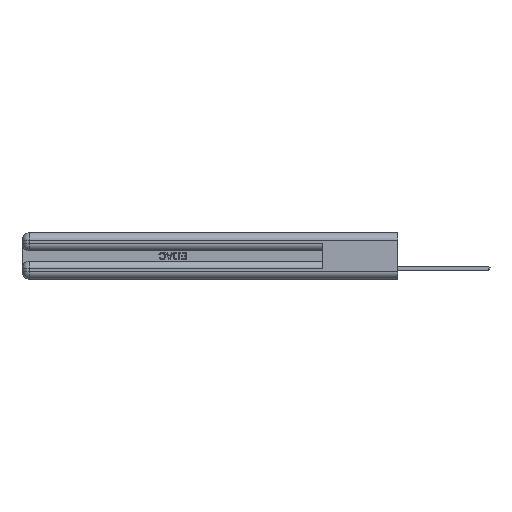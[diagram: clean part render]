
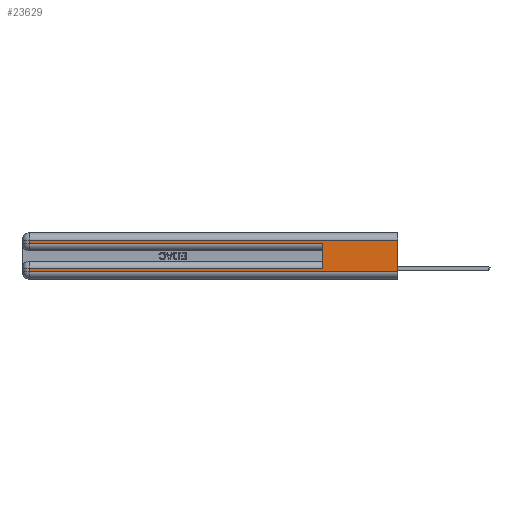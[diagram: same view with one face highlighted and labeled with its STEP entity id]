
A CAD part, left-side view. The second image highlights one B-rep face of the part: STEP entity #23629.
In plain terms, the highlighted planar face has unit normal (-1, 0, 0).
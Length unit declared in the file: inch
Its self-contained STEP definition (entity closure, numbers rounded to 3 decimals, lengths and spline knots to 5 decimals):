
#268 = DIRECTION ( 'NONE',  ( 0., -1., 0. ) ) ;
#457 = EDGE_CURVE ( 'NONE', #31932, #5867, #2332, .T. ) ;
#597 = DIRECTION ( 'NONE',  ( 0., -1., 0. ) ) ;
#2041 = DIRECTION ( 'NONE',  ( 0., 0., -1. ) ) ;
#2332 = LINE ( 'NONE', #37023, #41918 ) ;
#2450 = EDGE_CURVE ( 'NONE', #5867, #11451, #11784, .T. ) ;
#4703 = VERTEX_POINT ( 'NONE', #33116 ) ;
#4995 = CARTESIAN_POINT ( 'NONE',  ( 0., 0., 0.06 ) ) ;
#5235 = CARTESIAN_POINT ( 'NONE',  ( 0., 0., 0.31 ) ) ;
#5378 = EDGE_CURVE ( 'NONE', #31932, #40263, #16076, .T. ) ;
#5867 = VERTEX_POINT ( 'NONE', #30358 ) ;
#5874 = CARTESIAN_POINT ( 'NONE',  ( 0., 2.94, 0.37 ) ) ;
#8453 = ORIENTED_EDGE ( 'NONE', *, *, #39976, .T. ) ;
#8561 = FACE_OUTER_BOUND ( 'NONE', #32109, .T. ) ;
#9430 = VECTOR ( 'NONE', #36232, 39.37008 ) ;
#11451 = VERTEX_POINT ( 'NONE', #31883 ) ;
#11567 = ORIENTED_EDGE ( 'NONE', *, *, #15057, .T. ) ;
#11784 = LINE ( 'NONE', #38616, #39923 ) ;
#11873 = LINE ( 'NONE', #15634, #19688 ) ;
#14177 = DIRECTION ( 'NONE',  ( 0., 1., 0. ) ) ;
#15057 = EDGE_CURVE ( 'NONE', #46506, #4703, #43288, .T. ) ;
#15634 = CARTESIAN_POINT ( 'NONE',  ( 0., 0., 0.285 ) ) ;
#16076 = LINE ( 'NONE', #21407, #9430 ) ;
#17358 = DIRECTION ( 'NONE',  ( 0., 0., -1. ) ) ;
#17427 = CARTESIAN_POINT ( 'NONE',  ( 0., 0.6, 0.285 ) ) ;
#19688 = VECTOR ( 'NONE', #268, 39.37008 ) ;
#21358 = DIRECTION ( 'NONE',  ( 0., 0., -1. ) ) ;
#21407 = CARTESIAN_POINT ( 'NONE',  ( 0., 0.6, 0.145 ) ) ;
#23290 = ORIENTED_EDGE ( 'NONE', *, *, #5378, .F. ) ;
#23629 = ADVANCED_FACE ( 'NONE', ( #8561 ), #33248, .F. ) ;
#24437 = ORIENTED_EDGE ( 'NONE', *, *, #47855, .T. ) ;
#24697 = AXIS2_PLACEMENT_3D ( 'NONE', #29238, #40761, #2041 ) ;
#25458 = ORIENTED_EDGE ( 'NONE', *, *, #35411, .T. ) ;
#26546 = LINE ( 'NONE', #48585, #49227 ) ;
#28081 = EDGE_CURVE ( 'NONE', #46506, #38219, #26546, .T. ) ;
#28320 = LINE ( 'NONE', #5874, #44504 ) ;
#28528 = ORIENTED_EDGE ( 'NONE', *, *, #2450, .T. ) ;
#29238 = CARTESIAN_POINT ( 'NONE',  ( 0., 0., 0.37 ) ) ;
#29262 = CARTESIAN_POINT ( 'NONE',  ( 0., 0., 0.31 ) ) ;
#30358 = CARTESIAN_POINT ( 'NONE',  ( 0., 2.94, 0.085 ) ) ;
#31195 = CARTESIAN_POINT ( 'NONE',  ( 0., 0., 0.06 ) ) ;
#31883 = CARTESIAN_POINT ( 'NONE',  ( 0., 2.94, 0.06 ) ) ;
#31932 = VERTEX_POINT ( 'NONE', #42276 ) ;
#32109 = EDGE_LOOP ( 'NONE', ( #46208, #11567, #25458, #8453, #23290, #47444, #28528, #24437 ) ) ;
#33116 = CARTESIAN_POINT ( 'NONE',  ( 0., 2.94, 0.31 ) ) ;
#33248 = PLANE ( 'NONE',  #24697 ) ;
#35411 = EDGE_CURVE ( 'NONE', #4703, #47126, #28320, .T. ) ;
#35888 = DIRECTION ( 'NONE',  ( 0., 1., 0. ) ) ;
#36232 = DIRECTION ( 'NONE',  ( 0., 0., 1. ) ) ;
#37023 = CARTESIAN_POINT ( 'NONE',  ( 0., 0., 0.085 ) ) ;
#37207 = CARTESIAN_POINT ( 'NONE',  ( 0., 2.94, 0.285 ) ) ;
#37210 = DIRECTION ( 'NONE',  ( 0., 0., -1. ) ) ;
#38219 = VERTEX_POINT ( 'NONE', #4995 ) ;
#38616 = CARTESIAN_POINT ( 'NONE',  ( 0., 2.94, 0.37 ) ) ;
#39923 = VECTOR ( 'NONE', #21358, 39.37008 ) ;
#39976 = EDGE_CURVE ( 'NONE', #47126, #40263, #11873, .T. ) ;
#40263 = VERTEX_POINT ( 'NONE', #17427 ) ;
#40761 = DIRECTION ( 'NONE',  ( 1., 0., 0. ) ) ;
#41918 = VECTOR ( 'NONE', #14177, 39.37008 ) ;
#42125 = VECTOR ( 'NONE', #35888, 39.37008 ) ;
#42276 = CARTESIAN_POINT ( 'NONE',  ( 0., 0.6, 0.085 ) ) ;
#43288 = LINE ( 'NONE', #5235, #42125 ) ;
#43320 = LINE ( 'NONE', #31195, #48129 ) ;
#44504 = VECTOR ( 'NONE', #17358, 39.37008 ) ;
#46208 = ORIENTED_EDGE ( 'NONE', *, *, #28081, .F. ) ;
#46506 = VERTEX_POINT ( 'NONE', #29262 ) ;
#47126 = VERTEX_POINT ( 'NONE', #37207 ) ;
#47444 = ORIENTED_EDGE ( 'NONE', *, *, #457, .T. ) ;
#47855 = EDGE_CURVE ( 'NONE', #11451, #38219, #43320, .T. ) ;
#48129 = VECTOR ( 'NONE', #597, 39.37008 ) ;
#48585 = CARTESIAN_POINT ( 'NONE',  ( 0., 0., 0.37 ) ) ;
#49227 = VECTOR ( 'NONE', #37210, 39.37008 ) ;
